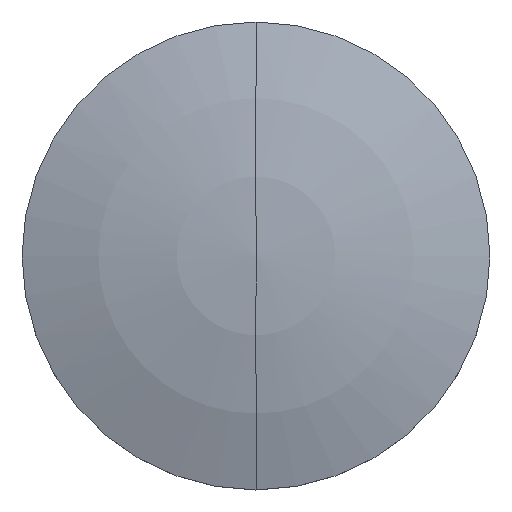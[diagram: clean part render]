
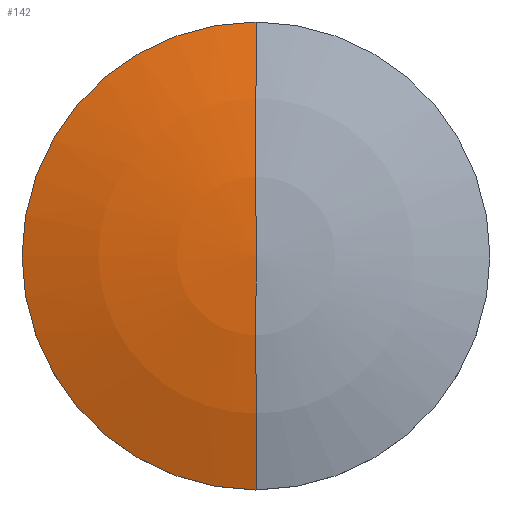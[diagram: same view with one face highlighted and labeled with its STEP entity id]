
A CAD part, top view. The second image highlights one B-rep face of the part: STEP entity #142.
In plain terms, the highlighted spherical face has radius 50.016 mm.
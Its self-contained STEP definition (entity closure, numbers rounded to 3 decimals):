
#96=VERTEX_POINT('',#235);
#142=ADVANCED_FACE('',(#287),#288,.T.);
#150=EDGE_CURVE('',#200,#96,#296,.T.);
#156=EDGE_CURVE('',#96,#170,#303,.T.);
#166=EDGE_CURVE('',#170,#200,#314,.T.);
#170=VERTEX_POINT('',#318);
#200=VERTEX_POINT('',#352);
#235=CARTESIAN_POINT('',(0.,16.5,26.2));
#287=FACE_OUTER_BOUND('',#448,.T.);
#288=SPHERICAL_SURFACE('',#449,50.016);
#296=CIRCLE('',#460,16.5);
#303=CIRCLE('',#468,50.016);
#314=CIRCLE('',#485,50.016);
#318=CARTESIAN_POINT('',(0.,0.,29.));
#352=CARTESIAN_POINT('',(0.,-16.5,26.2));
#448=EDGE_LOOP('',(#631,#632,#633));
#449=AXIS2_PLACEMENT_3D('',#634,#635,#636);
#460=AXIS2_PLACEMENT_3D('',#643,#644,#645);
#468=AXIS2_PLACEMENT_3D('',#654,#655,#656);
#485=AXIS2_PLACEMENT_3D('',#670,#671,#672);
#631=ORIENTED_EDGE('',*,*,#166,.F.);
#632=ORIENTED_EDGE('',*,*,#156,.F.);
#633=ORIENTED_EDGE('',*,*,#150,.F.);
#634=CARTESIAN_POINT('',(0.,0.,-21.016));
#635=DIRECTION('',(0.0,0.0,-1.0));
#636=DIRECTION('',(0.,-1.0,0.0));
#643=CARTESIAN_POINT('',(0.,0.,26.2));
#644=DIRECTION('',(0.0,0.0,-1.0));
#645=DIRECTION('',(0.,1.0,0.0));
#654=CARTESIAN_POINT('',(0.,0.,-21.016));
#655=DIRECTION('',(1.0,0.,-0.0));
#656=DIRECTION('',(0.0,0.0,1.0));
#670=CARTESIAN_POINT('',(0.,0.,-21.016));
#671=DIRECTION('',(1.0,0.,-0.0));
#672=DIRECTION('',(0.0,0.0,1.0));
